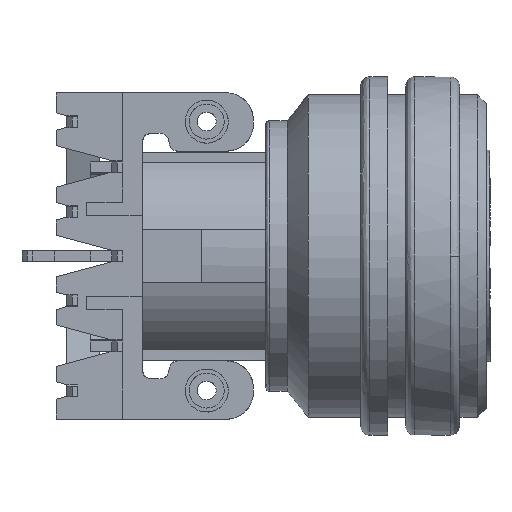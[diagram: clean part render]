
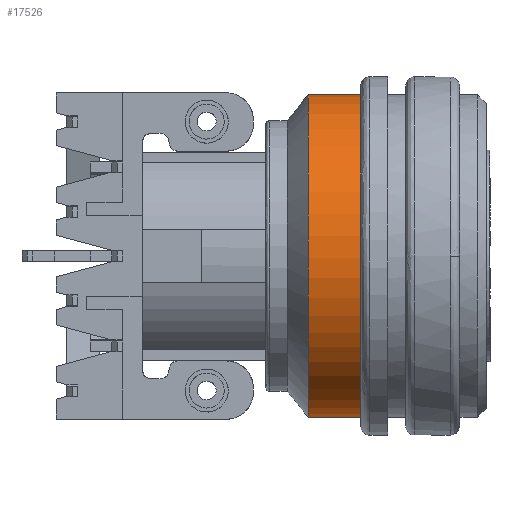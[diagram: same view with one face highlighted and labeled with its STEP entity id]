
A CAD part, front view. The second image highlights one B-rep face of the part: STEP entity #17526.
In plain terms, the highlighted free-form (B-spline) face has degree [2, 1] with [7, 2] control points.
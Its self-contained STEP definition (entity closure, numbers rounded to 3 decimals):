
#17447=CARTESIAN_POINT('V129',(-27.575,
   18.166,18.382));
#17448=VERTEX_POINT('V129',#17447);
#17454=CARTESIAN_POINT('E185',(-27.575,
   18.166,18.382));
#17455=CARTESIAN_POINT('E185',(-27.575,2.578,
   18.382));
#17456=CARTESIAN_POINT('E185',(-27.575,
   10.372,4.882));
#17457=CARTESIAN_POINT('E185',(-27.575,
   18.166,-8.618));
#17458=CARTESIAN_POINT('E185',(-27.575,
   25.96,4.882));
#17459=CARTESIAN_POINT('E185',(-27.575,
   33.755,18.382));
#17460=CARTESIAN_POINT('E185',(-27.575,
   18.166,18.382));
#17468=(BOUNDED_CURVE()B_SPLINE_CURVE(2,(#17454,#17455,#17456,
   #17457,#17458,#17459,#17460),.CIRCULAR_ARC.,.T.,.U.)
   B_SPLINE_CURVE_WITH_KNOTS((3,2,2,3),(0.0,10.583,
   21.166,31.749),.UNSPECIFIED.)CURVE()
   GEOMETRIC_REPRESENTATION_ITEM()RATIONAL_B_SPLINE_CURVE((1.0,
   0.5,1.0,0.5,1.0,0.5,1.0)
   )REPRESENTATION_ITEM('E185'));
#17469=EDGE_CURVE('E185',#17448,#17448,#17468,.T.);
#17476=CARTESIAN_POINT('F50',(-24.629,18.166,
   18.382));
#17477=CARTESIAN_POINT('F50',(-24.629,33.755,
   18.382));
#17478=CARTESIAN_POINT('F50',(-24.629,25.96,
   4.882));
#17479=CARTESIAN_POINT('F50',(-24.629,18.166,
   -8.618));
#17480=CARTESIAN_POINT('F50',(-24.629,10.372,
   4.882));
#17481=CARTESIAN_POINT('F50',(-24.629,2.578,
   18.382));
#17482=CARTESIAN_POINT('F50',(-24.629,18.166,
   18.382));
#17483=CARTESIAN_POINT('F50',(-27.575,18.166,
   18.382));
#17484=CARTESIAN_POINT('F50',(-27.575,33.755,
   18.382));
#17485=CARTESIAN_POINT('F50',(-27.575,25.96,
   4.882));
#17486=CARTESIAN_POINT('F50',(-27.575,18.166,
   -8.618));
#17487=CARTESIAN_POINT('F50',(-27.575,10.372,
   4.882));
#17488=CARTESIAN_POINT('F50',(-27.575,2.578,
   18.382));
#17489=CARTESIAN_POINT('F50',(-27.575,18.166,
   18.382));
#17497=(BOUNDED_SURFACE()B_SPLINE_SURFACE(2,1,((#17476,#17483),(
   #17477,#17484),(#17478,#17485),(#17479,#17486),(#17480,
   #17487),(#17481,#17488),(#17482,#17489)),.CYLINDRICAL_SURF.,
   .T.,.F.,.U.)B_SPLINE_SURFACE_WITH_KNOTS((3,2,2,3),(2,2),(0.0,
   10.583,21.166,31.749),(0.0,
   1.0),.UNSPECIFIED.)GEOMETRIC_REPRESENTATION_ITEM()
   RATIONAL_B_SPLINE_SURFACE(((1.0,1.0),(0.5,
   0.5),(1.0,1.0),(0.5,
   0.5),(1.0,1.0),(0.5,
   0.5),(1.0,1.0)))REPRESENTATION_ITEM('F50')SURFACE(
   ));
#17498=CARTESIAN_POINT('V130',(-24.629,
   18.166,18.382));
#17499=VERTEX_POINT('V130',#17498);
#17500=CARTESIAN_POINT('E183',(-27.575,
   18.166,18.382));
#17501=CARTESIAN_POINT('E183',(-24.629,
   18.166,18.382));
#17502=QUASI_UNIFORM_CURVE('E183',1,(#17500,#17501),.POLYLINE_FORM.,
   .F.,.U.);
#17503=EDGE_CURVE('E183',#17448,#17499,#17502,.T.);
#17504=ORIENTED_EDGE('E183',*,*,#17503,.T.);
#17505=CARTESIAN_POINT('E184',(-24.629,
   18.166,18.382));
#17506=CARTESIAN_POINT('E184',(-24.629,2.578,
   18.382));
#17507=CARTESIAN_POINT('E184',(-24.629,
   10.372,4.882));
#17508=CARTESIAN_POINT('E184',(-24.629,
   18.166,-8.618));
#17509=CARTESIAN_POINT('E184',(-24.629,
   25.96,4.882));
#17510=CARTESIAN_POINT('E184',(-24.629,
   33.755,18.382));
#17511=CARTESIAN_POINT('E184',(-24.629,
   18.166,18.382));
#17519=(BOUNDED_CURVE()B_SPLINE_CURVE(2,(#17505,#17506,#17507,
   #17508,#17509,#17510,#17511),.CIRCULAR_ARC.,.T.,.U.)
   B_SPLINE_CURVE_WITH_KNOTS((3,2,2,3),(0.0,0.333,
   0.667,1.0),.UNSPECIFIED.)CURVE()
   GEOMETRIC_REPRESENTATION_ITEM()RATIONAL_B_SPLINE_CURVE((1.0,
   0.5,1.0,0.5,1.0,0.5,1.0)
   )REPRESENTATION_ITEM('E184'));
#17520=EDGE_CURVE('E184',#17499,#17499,#17519,.T.);
#17521=ORIENTED_EDGE('E184',*,*,#17520,.F.);
#17522=ORIENTED_EDGE('E183',*,*,#17503,.F.);
#17523=ORIENTED_EDGE('E185',*,*,#17469,.T.);
#17524=EDGE_LOOP('F50',(#17504,#17521,#17522,#17523));
#17525=FACE_OUTER_BOUND('F50',#17524,.T.);
#17526=ADVANCED_FACE('F50',(#17525),#17497,.T.);
